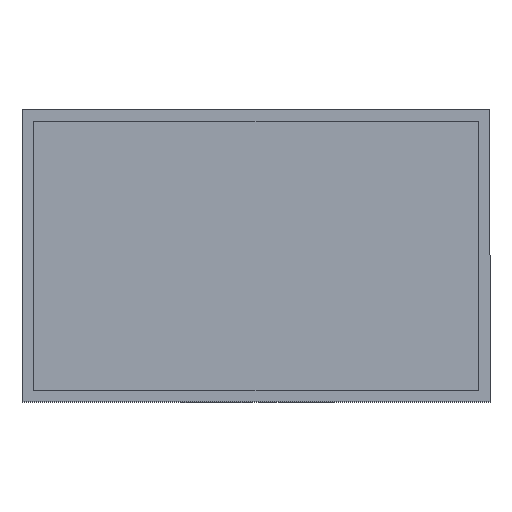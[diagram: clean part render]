
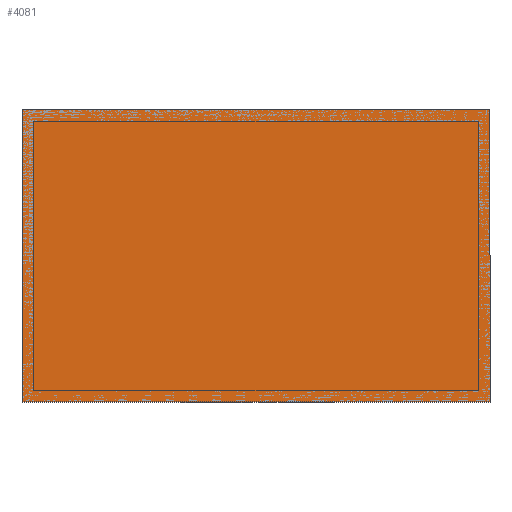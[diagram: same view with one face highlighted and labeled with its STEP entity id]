
A CAD part, top view. The second image highlights one B-rep face of the part: STEP entity #4081.
In plain terms, the highlighted planar face has unit normal (0, 0, 1).
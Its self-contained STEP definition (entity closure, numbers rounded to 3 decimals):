
#104 = DIRECTION ( 'NONE',  ( 1., 0., 0. ) ) ;
#311 = EDGE_CURVE ( 'NONE', #553, #15673, #5055, .T. ) ;
#553 = VERTEX_POINT ( 'NONE', #14875 ) ;
#618 = ORIENTED_EDGE ( 'NONE', *, *, #3769, .T. ) ;
#1323 = LINE ( 'NONE', #6272, #7086 ) ;
#1743 = EDGE_CURVE ( 'NONE', #8802, #553, #9060, .T. ) ;
#2534 = PLANE ( 'NONE',  #15308 ) ;
#2828 = VECTOR ( 'NONE', #14591, 1000. ) ;
#3019 = VECTOR ( 'NONE', #13771, 1000. ) ;
#3340 = ORIENTED_EDGE ( 'NONE', *, *, #15618, .T. ) ;
#3769 = EDGE_CURVE ( 'NONE', #4804, #8802, #1323, .T. ) ;
#4081 = ADVANCED_FACE ( 'NONE', ( #14987 ), #2534, .T. ) ;
#4804 = VERTEX_POINT ( 'NONE', #9282 ) ;
#4982 = LINE ( 'NONE', #13691, #2828 ) ;
#5055 = LINE ( 'NONE', #10070, #3019 ) ;
#6049 = CARTESIAN_POINT ( 'NONE',  ( 1., -0.625, 0.98 ) ) ;
#6272 = CARTESIAN_POINT ( 'NONE',  ( -1., -0.625, 0.98 ) ) ;
#6589 = CARTESIAN_POINT ( 'NONE',  ( 1., -0.625, 0.98 ) ) ;
#7086 = VECTOR ( 'NONE', #104, 1000. ) ;
#7627 = ORIENTED_EDGE ( 'NONE', *, *, #1743, .T. ) ;
#8802 = VERTEX_POINT ( 'NONE', #6049 ) ;
#9060 = LINE ( 'NONE', #6589, #11104 ) ;
#9282 = CARTESIAN_POINT ( 'NONE',  ( -1., -0.625, 0.98 ) ) ;
#10070 = CARTESIAN_POINT ( 'NONE',  ( 1., 0.625, 0.98 ) ) ;
#10375 = CARTESIAN_POINT ( 'NONE',  ( -1., 0.625, 0.98 ) ) ;
#11104 = VECTOR ( 'NONE', #12887, 1000. ) ;
#11277 = DIRECTION ( 'NONE',  ( 0., 0., 1. ) ) ;
#11454 = DIRECTION ( 'NONE',  ( 1., 0., 0. ) ) ;
#12887 = DIRECTION ( 'NONE',  ( 0., 1., 0. ) ) ;
#13048 = ORIENTED_EDGE ( 'NONE', *, *, #311, .T. ) ;
#13259 = EDGE_LOOP ( 'NONE', ( #618, #7627, #13048, #3340 ) ) ;
#13691 = CARTESIAN_POINT ( 'NONE',  ( -1., 0.625, 0.98 ) ) ;
#13771 = DIRECTION ( 'NONE',  ( -1., 0., 0. ) ) ;
#14591 = DIRECTION ( 'NONE',  ( 0., -1., 0. ) ) ;
#14875 = CARTESIAN_POINT ( 'NONE',  ( 1., 0.625, 0.98 ) ) ;
#14987 = FACE_OUTER_BOUND ( 'NONE', #13259, .T. ) ;
#15070 = CARTESIAN_POINT ( 'NONE',  ( 0., 0., 0.98 ) ) ;
#15308 = AXIS2_PLACEMENT_3D ( 'NONE', #15070, #11277, #11454 ) ;
#15618 = EDGE_CURVE ( 'NONE', #15673, #4804, #4982, .T. ) ;
#15673 = VERTEX_POINT ( 'NONE', #10375 ) ;
